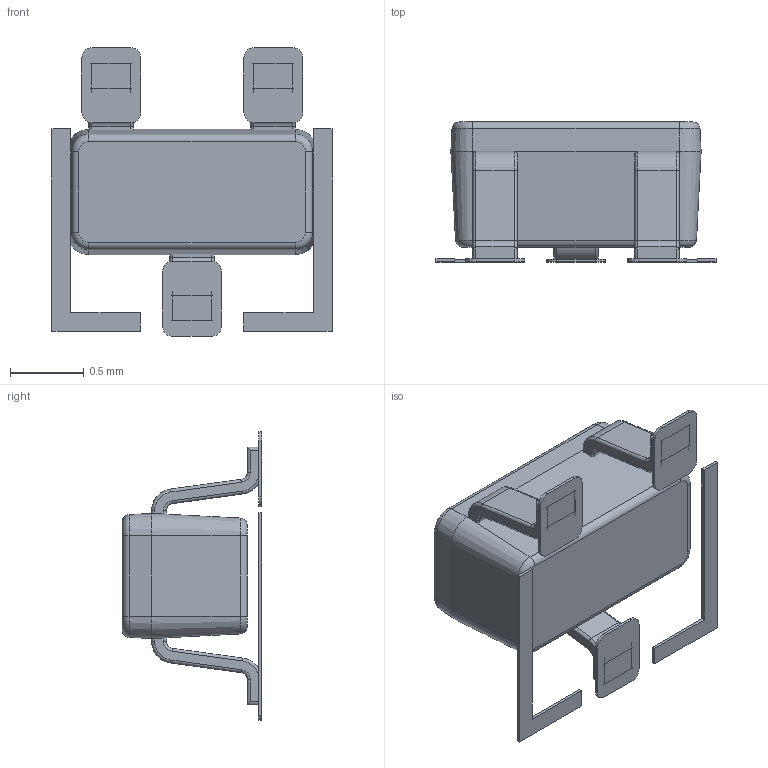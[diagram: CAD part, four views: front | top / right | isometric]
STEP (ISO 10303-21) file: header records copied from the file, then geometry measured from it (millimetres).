
FILE_DESCRIPTION (( 'STEP AP214' ), '1' );
FILE_NAME ('SOT523.STEP', '2022-02-07T07:10:23', ( '' ), ( '' ), 'SwSTEP 2.0', 'SolidWorks 2020', '' );
FILE_SCHEMA (( 'AUTOMOTIVE_DESIGN' ));
Length unit declared in the file: millimetre
Products named in the file (1): SOT523
Bounding box: 1.9 x 0.95 x 1.96 mm (x, y, z)
Volume: 1.3 mm3; surface area: 11.7 mm2
Topology: 9 solids, 9 shells, 283 faces, 678 edges, 420 vertices
Faces by surface type: plane 97, cylinder 80, bspline 66, torus 32, cone 8
Entity records: 14250 total; most frequent: CARTESIAN_POINT 5272, ORIENTED_EDGE 1356, DIRECTION 1114, EDGE_CURVE 678, VERTEX_POINT 420, AXIS2_PLACEMENT_3D 374, VECTOR 366, LINE 366
